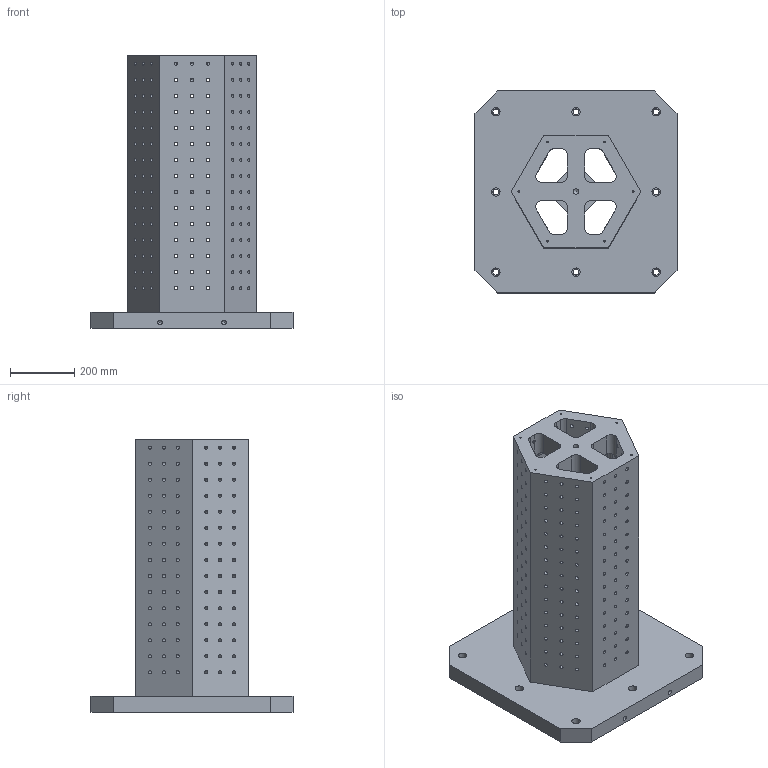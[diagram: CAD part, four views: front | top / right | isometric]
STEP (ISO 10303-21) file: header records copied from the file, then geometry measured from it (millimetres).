
FILE_DESCRIPTION( ( 'Unknown' ), '1' );
FILE_NAME( 'BP32-630630-0850-12.stp', 'Unknown', ( 'S.C.H' ), ( 'Unknown' ), 'XStep 1.0', 'Unknown', ' ' );
FILE_SCHEMA( ( 'CONFIG_CONTROL_DESIGN' ) );
Length unit declared in the file: millimetre
Products named in the file (1): 1
Bounding box: 630 x 630 x 850 mm (x, y, z)
Volume: 55005885.6 mm3; surface area: 3105627.8 mm2
Topology: 1 solids, 1 shells, 491 faces, 1690 edges, 1160 vertices
Faces by surface type: cylinder 368, plane 59, cone 56, sphere 8
Full cylindrical faces by diameter (mm): 5 x6, 10.106 x270, 14 x3, 17.5 x1, 18 x8, 26 x8
Entity records: 16212 total; most frequent: CARTESIAN_POINT 3102, DIRECTION 2750, ORIENTED_EDGE 2116, EDGE_LOOP 1322, AXIS2_PLACEMENT_3D 1240, EDGE_CURVE 1058, VERTEX_POINT 888, FACE_OUTER_BOUND 787
